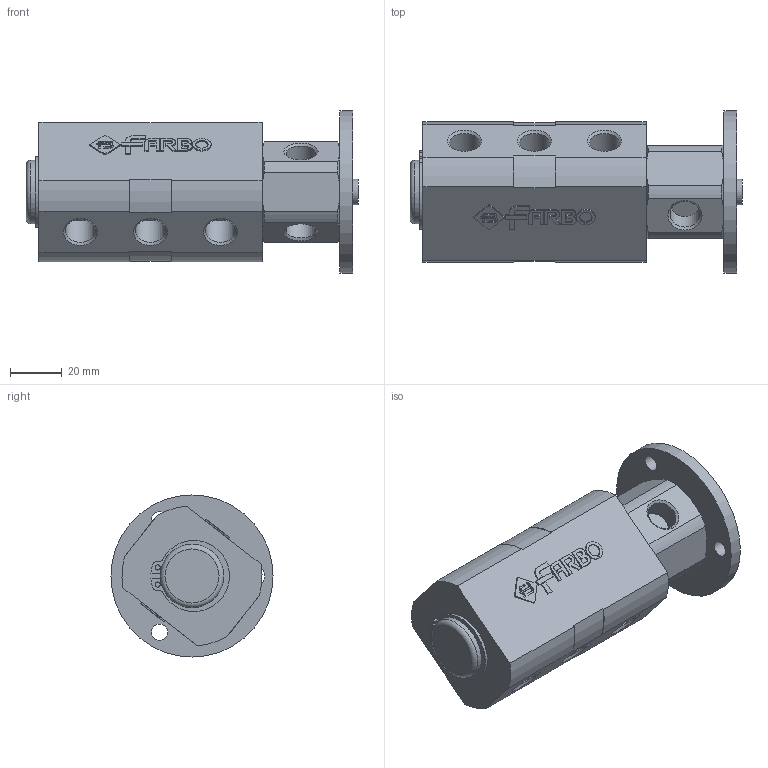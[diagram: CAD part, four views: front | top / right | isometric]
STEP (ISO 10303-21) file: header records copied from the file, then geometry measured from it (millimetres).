
FILE_DESCRIPTION(/* description */ ('STEP AP203'),/* implementation_level */ '2;1');
FILE_NAME(/* name */ '322D.V322',/* time_stamp */ '2023-04-04T14:05:33+02:00',/* author */ ('License CC BY-ND 4.0'),/* organization */ ('CADENAS'),/* preprocessor_version */ 'ST-DEVELOPER v19.3',/* originating_system */ 'PARTsolutions',/* authorisation */ ' ');
FILE_SCHEMA (('CONFIG_CONTROL_DESIGN'));
Length unit declared in the file: millimetre
Products named in the file (5): 322D.V322; Logo FARBO (0-0-10.75-); 322D.V0_outlet; Circlip UNI 7435 24; 322D.V0_inlet
Assembly tree (5 placements, depth 2):
  322D.V322
    Logo FARBO (0-0-10.75-)  x2
    322D.V0_outlet
    Circlip UNI 7435 24
    322D.V0_inlet
Bounding box: 128 x 62.5 x 62.5 mm (x, y, z)
Volume: 196787.7 mm3; surface area: 45410 mm2
Topology: 5 solids, 5 shells, 362 faces, 935 edges, 622 vertices
Faces by surface type: plane 225, cylinder 115, cone 21, torus 1
Full cylindrical faces by diameter (mm): 0.71 x24, 2 x2, 6.25 x3, 10 x1, 11.445 x9, 22.9 x1, 24.5 x2, 62.5 x1
Entity records: 7071 total; most frequent: CARTESIAN_POINT 1342, DIRECTION 1172, ORIENTED_EDGE 1084, EDGE_CURVE 542, AXIS2_PLACEMENT_3D 422, VERTEX_POINT 382, EDGE_LOOP 330, FACE_BOUND 330
